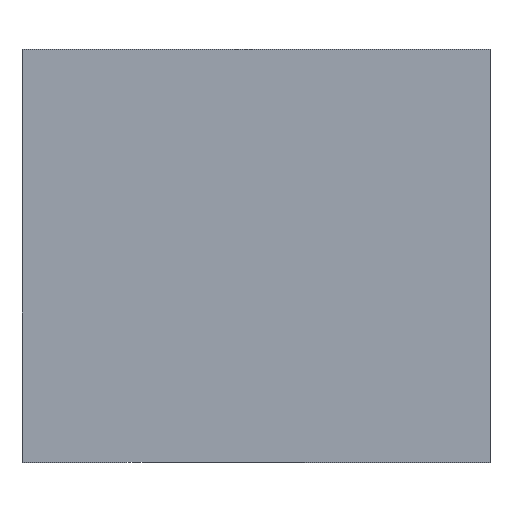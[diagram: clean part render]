
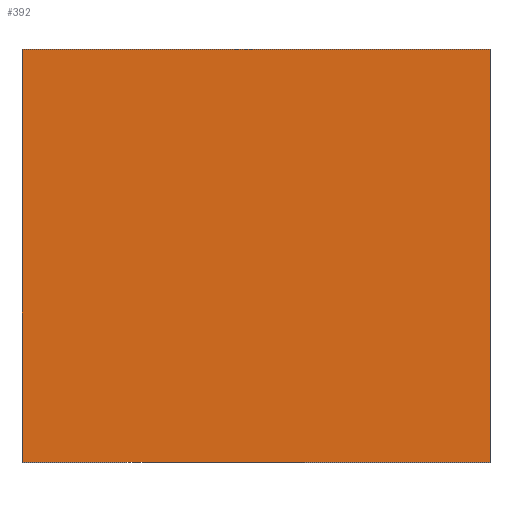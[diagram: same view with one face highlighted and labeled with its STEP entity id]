
A CAD part, top view. The second image highlights one B-rep face of the part: STEP entity #392.
In plain terms, the highlighted planar face has unit normal (0, 0, 1).
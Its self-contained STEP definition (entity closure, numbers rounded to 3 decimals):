
#392 = ADVANCED_FACE( '', ( #850 ), #851, .T. );
#850 = FACE_OUTER_BOUND( '', #1308, .T. );
#851 = PLANE( '', #1309 );
#1308 = EDGE_LOOP( '', ( #3009, #3010, #3011, #3012 ) );
#1309 = AXIS2_PLACEMENT_3D( '', #3013, #3014, #3015 );
#3009 = ORIENTED_EDGE( '', *, *, #3480, .T. );
#3010 = ORIENTED_EDGE( '', *, *, #3517, .T. );
#3011 = ORIENTED_EDGE( '', *, *, #3521, .T. );
#3012 = ORIENTED_EDGE( '', *, *, #3512, .T. );
#3013 = CARTESIAN_POINT( '', ( -70., -75., 54. ) );
#3014 = DIRECTION( '', ( 0., 0., 1. ) );
#3015 = DIRECTION( '', ( 1., 0., 0. ) );
#3480 = EDGE_CURVE( '', #4323, #4321, #4324, .T. );
#3512 = EDGE_CURVE( '', #4380, #4323, #4381, .T. );
#3517 = EDGE_CURVE( '', #4321, #4387, #4389, .T. );
#3521 = EDGE_CURVE( '', #4387, #4380, #4395, .T. );
#4321 = VERTEX_POINT( '', #5560 );
#4323 = VERTEX_POINT( '', #5563 );
#4324 = LINE( '', #5564, #5565 );
#4380 = VERTEX_POINT( '', #5641 );
#4381 = LINE( '', #5642, #5643 );
#4387 = VERTEX_POINT( '', #5651 );
#4389 = LINE( '', #5654, #5655 );
#4395 = LINE( '', #5663, #5664 );
#5560 = CARTESIAN_POINT( '', ( -70., -75., 54. ) );
#5563 = CARTESIAN_POINT( '', ( -70., 75., 54. ) );
#5564 = CARTESIAN_POINT( '', ( -70., 75., 54. ) );
#5565 = VECTOR( '', #6396, 1000. );
#5641 = CARTESIAN_POINT( '', ( 100., 75., 54. ) );
#5642 = CARTESIAN_POINT( '', ( 100., 75., 54. ) );
#5643 = VECTOR( '', #6450, 1000. );
#5651 = CARTESIAN_POINT( '', ( 100., -75., 54. ) );
#5654 = CARTESIAN_POINT( '', ( -70., -75., 54. ) );
#5655 = VECTOR( '', #6457, 1000. );
#5663 = CARTESIAN_POINT( '', ( 100., -75., 54. ) );
#5664 = VECTOR( '', #6463, 1000. );
#6396 = DIRECTION( '', ( 0., -1., 0. ) );
#6450 = DIRECTION( '', ( -1., 0., 0. ) );
#6457 = DIRECTION( '', ( 1., 0., 0. ) );
#6463 = DIRECTION( '', ( 0., 1., 0. ) );
